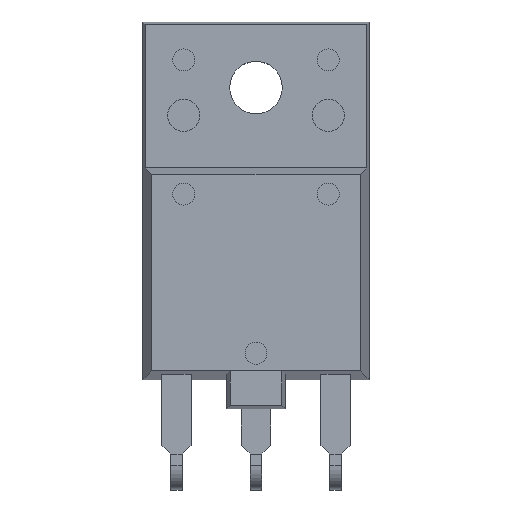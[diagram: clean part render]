
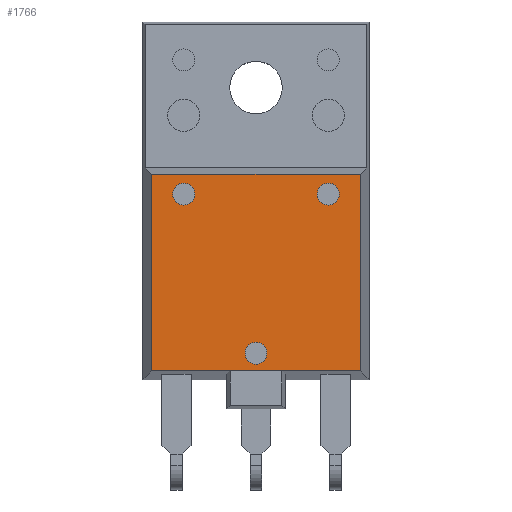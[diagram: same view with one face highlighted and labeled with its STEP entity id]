
A CAD part, top view. The second image highlights one B-rep face of the part: STEP entity #1766.
In plain terms, the highlighted planar face has unit normal (0, 0, 1).
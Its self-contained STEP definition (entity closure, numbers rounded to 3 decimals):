
#1066=CARTESIAN_POINT('',(5.7,19.8,5.5));
#1067=VERTEX_POINT('',#1066);
#1076=CARTESIAN_POINT('',(4.2,19.8,5.5));
#1077=VERTEX_POINT('',#1076);
#1078=CARTESIAN_POINT('',(4.95,19.8,5.5));
#1079=DIRECTION('',(0.0,0.0,-1.0));
#1080=DIRECTION('',(1.0,0.0,0.0));
#1081=AXIS2_PLACEMENT_3D('',#1078,#1079,#1080);
#1082=CIRCLE('',#1081,0.75);
#1083=EDGE_CURVE('',#1077,#1067,#1082,.T.);
#1108=CARTESIAN_POINT('',(-4.2,19.8,5.5));
#1109=VERTEX_POINT('',#1108);
#1118=CARTESIAN_POINT('',(-5.7,19.8,5.5));
#1119=VERTEX_POINT('',#1118);
#1120=CARTESIAN_POINT('',(-4.95,19.8,5.5));
#1121=DIRECTION('',(0.0,0.0,-1.0));
#1122=DIRECTION('',(1.0,0.0,0.0));
#1123=AXIS2_PLACEMENT_3D('',#1120,#1121,#1122);
#1124=CIRCLE('',#1123,0.75);
#1125=EDGE_CURVE('',#1119,#1109,#1124,.T.);
#1234=CARTESIAN_POINT('',(0.75,8.9,5.5));
#1235=VERTEX_POINT('',#1234);
#1244=CARTESIAN_POINT('',(-0.75,8.9,5.5));
#1245=VERTEX_POINT('',#1244);
#1246=CARTESIAN_POINT('',(0.,8.9,5.5));
#1247=DIRECTION('',(0.0,0.0,-1.0));
#1248=DIRECTION('',(1.0,0.0,0.0));
#1249=AXIS2_PLACEMENT_3D('',#1246,#1247,#1248);
#1250=CIRCLE('',#1249,0.75);
#1251=EDGE_CURVE('',#1245,#1235,#1250,.T.);
#1285=CARTESIAN_POINT('',(0.,8.9,5.5));
#1286=DIRECTION('',(0.0,0.0,-1.0));
#1287=DIRECTION('',(1.0,0.0,0.0));
#1288=AXIS2_PLACEMENT_3D('',#1285,#1286,#1287);
#1289=CIRCLE('',#1288,0.75);
#1290=EDGE_CURVE('',#1235,#1245,#1289,.T.);
#1387=CARTESIAN_POINT('',(-4.95,19.8,5.5));
#1388=DIRECTION('',(0.0,0.0,-1.0));
#1389=DIRECTION('',(1.0,0.0,0.0));
#1390=AXIS2_PLACEMENT_3D('',#1387,#1388,#1389);
#1391=CIRCLE('',#1390,0.75);
#1392=EDGE_CURVE('',#1109,#1119,#1391,.T.);
#1421=CARTESIAN_POINT('',(4.95,19.8,5.5));
#1422=DIRECTION('',(0.0,0.0,-1.0));
#1423=DIRECTION('',(1.0,0.0,0.0));
#1424=AXIS2_PLACEMENT_3D('',#1421,#1422,#1423);
#1425=CIRCLE('',#1424,0.75);
#1426=EDGE_CURVE('',#1067,#1077,#1425,.T.);
#1598=CARTESIAN_POINT('',(-7.15,21.159,5.5));
#1599=VERTEX_POINT('',#1598);
#1606=CARTESIAN_POINT('',(7.15,21.159,5.5));
#1607=VERTEX_POINT('',#1606);
#1608=CARTESIAN_POINT('',(7.15,21.159,5.5));
#1609=DIRECTION('',(-1.0,0.0,0.0));
#1610=VECTOR('',#1609,14.3);
#1611=LINE('',#1608,#1610);
#1612=EDGE_CURVE('',#1607,#1599,#1611,.T.);
#1647=CARTESIAN_POINT('',(-7.15,7.7,5.5));
#1648=VERTEX_POINT('',#1647);
#1655=CARTESIAN_POINT('',(-7.15,7.7,5.5));
#1656=DIRECTION('',(0.0,1.0,0.0));
#1657=VECTOR('',#1656,13.459);
#1658=LINE('',#1655,#1657);
#1659=EDGE_CURVE('',#1648,#1599,#1658,.T.);
#1694=CARTESIAN_POINT('',(7.15,7.7,5.5));
#1695=VERTEX_POINT('',#1694);
#1696=CARTESIAN_POINT('',(7.15,21.159,5.5));
#1697=DIRECTION('',(0.0,-1.0,0.0));
#1698=VECTOR('',#1697,13.459);
#1699=LINE('',#1696,#1698);
#1700=EDGE_CURVE('',#1607,#1695,#1699,.T.);
#1726=CARTESIAN_POINT('',(7.15,7.7,5.5));
#1727=DIRECTION('',(-1.0,0.0,0.0));
#1728=VECTOR('',#1727,14.3);
#1729=LINE('',#1726,#1728);
#1730=EDGE_CURVE('',#1695,#1648,#1729,.T.);
#1743=CARTESIAN_POINT('',(0.,19.35,5.5));
#1744=DIRECTION('',(0.0,0.0,-1.0));
#1745=DIRECTION('',(1.0,0.0,0.0));
#1746=AXIS2_PLACEMENT_3D('',#1743,#1744,#1745);
#1747=PLANE('',#1746);
#1748=ORIENTED_EDGE('',*,*,#1612,.T.);
#1749=ORIENTED_EDGE('',*,*,#1659,.F.);
#1750=ORIENTED_EDGE('',*,*,#1730,.F.);
#1751=ORIENTED_EDGE('',*,*,#1700,.F.);
#1752=EDGE_LOOP('',(#1748,#1749,#1750,#1751));
#1753=FACE_OUTER_BOUND('',#1752,.T.);
#1754=ORIENTED_EDGE('',*,*,#1290,.T.);
#1755=ORIENTED_EDGE('',*,*,#1251,.T.);
#1756=EDGE_LOOP('',(#1754,#1755));
#1757=FACE_BOUND('',#1756,.T.);
#1758=ORIENTED_EDGE('',*,*,#1392,.T.);
#1759=ORIENTED_EDGE('',*,*,#1125,.T.);
#1760=EDGE_LOOP('',(#1758,#1759));
#1761=FACE_BOUND('',#1760,.T.);
#1762=ORIENTED_EDGE('',*,*,#1426,.T.);
#1763=ORIENTED_EDGE('',*,*,#1083,.T.);
#1764=EDGE_LOOP('',(#1762,#1763));
#1765=FACE_BOUND('',#1764,.T.);
#1766=ADVANCED_FACE('',(#1753,#1757,#1761,#1765),#1747,.F.);
